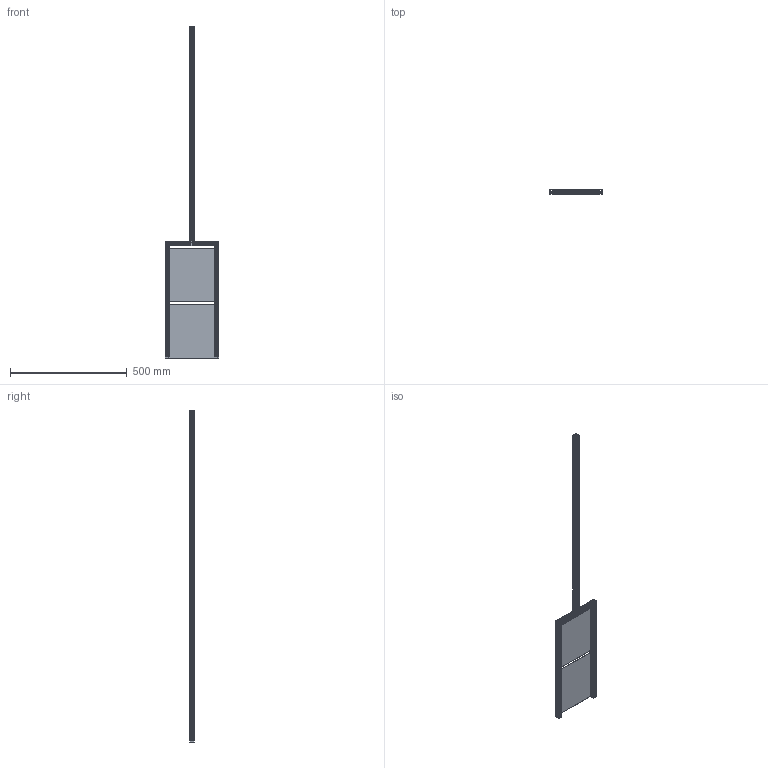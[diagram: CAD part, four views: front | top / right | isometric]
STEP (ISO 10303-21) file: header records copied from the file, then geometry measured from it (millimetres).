
FILE_DESCRIPTION(('FreeCAD Model'),'2;1');
FILE_NAME('frame_and_screens.step','2018-11-02T17:58:51',('Author'),(''), 'Open CASCADE STEP processor 7.3','FreeCAD','Unknown');
FILE_SCHEMA(('AUTOMOTIVE_DESIGN { 1 0 10303 214 1 1 1 1 }'));
Length unit declared in the file: millimetre
Products named in the file (1): Group
Bounding box: 230 x 21 x 1420 mm (x, y, z)
Volume: 469640.3 mm3; surface area: 529143.5 mm2
Topology: 1 solids, 1 shells, 492 faces, 1212 edges, 684 vertices
Faces by surface type: plane 420, cylinder 72
Full cylindrical faces by diameter (mm): 5 x8
Entity records: 17460 total; most frequent: ORIENTED_EDGE 2424, CARTESIAN_POINT 2389, DIRECTION 2374, EDGE_CURVE 1212, LINE 1036, VECTOR 1036, VERTEX_POINT 684, AXIS2_PLACEMENT_3D 669
